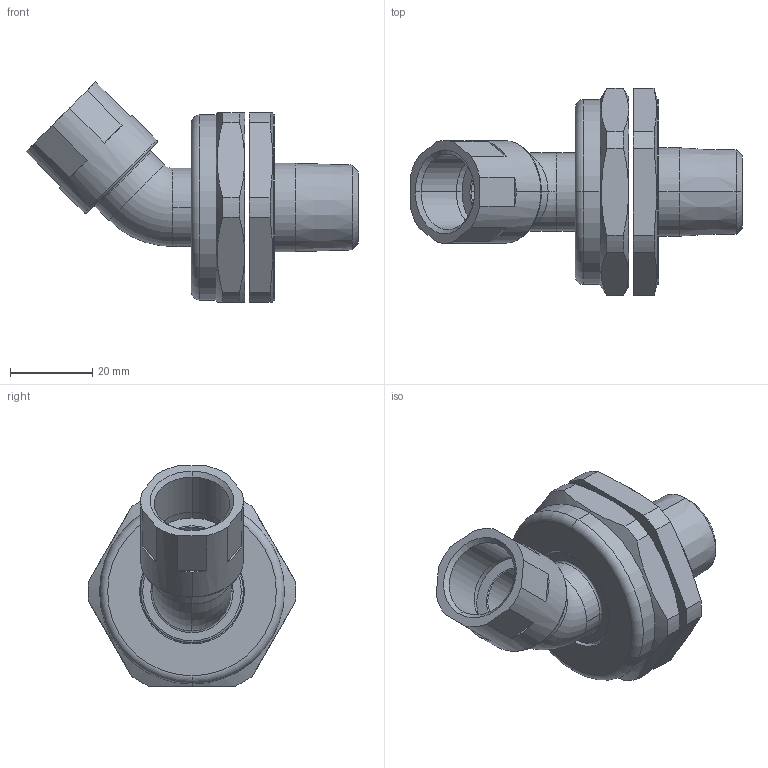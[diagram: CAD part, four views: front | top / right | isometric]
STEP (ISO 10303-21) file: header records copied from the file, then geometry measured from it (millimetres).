
FILE_DESCRIPTION (( 'STEP AP203' ), '1' );
FILE_NAME ('784DT1M2.STEP', '2019-07-24T08:23:37', ( '' ), ( '' ), 'SwSTEP 2.0', 'SolidWorks 2017', '' );
FILE_SCHEMA (( 'CONFIG_CONTROL_DESIGN' ));
Length unit declared in the file: millimetre
Products named in the file (1): 784DT1M2
Bounding box: 80.74 x 50.58 x 53.53 mm (x, y, z)
Surface area: 14147.4 mm2 (no closed solid volume)
Topology: 0 solids, 4 shells, 101 faces, 248 edges, 156 vertices
Faces by surface type: cylinder 36, plane 33, cone 20, torus 12
Entity records: 3210 total; most frequent: CARTESIAN_POINT 698, DIRECTION 552, ORIENTED_EDGE 480, EDGE_CURVE 248, AXIS2_PLACEMENT_3D 230, VERTEX_POINT 156, CIRCLE 128, EDGE_LOOP 110
